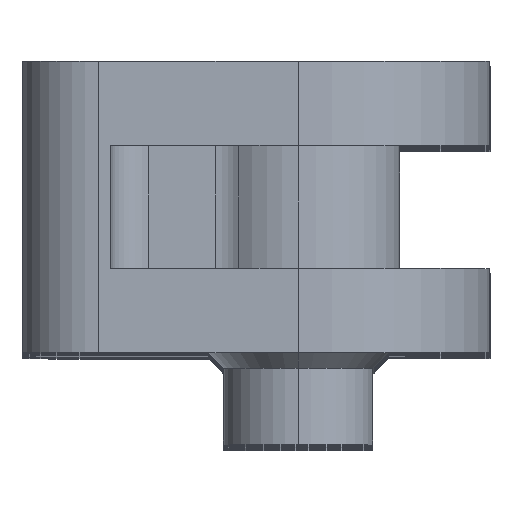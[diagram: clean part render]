
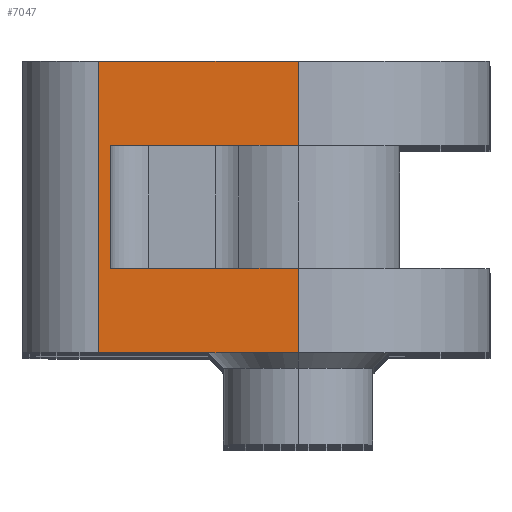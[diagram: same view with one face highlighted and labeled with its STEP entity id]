
A CAD part, top view. The second image highlights one B-rep face of the part: STEP entity #7047.
In plain terms, the highlighted planar face has unit normal (0, 0, 1).
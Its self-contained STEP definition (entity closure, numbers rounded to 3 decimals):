
#48 = LINE ( 'NONE', #3094, #6670 ) ;
#287 = DIRECTION ( 'NONE',  ( 1., 0., 0. ) ) ;
#314 = CARTESIAN_POINT ( 'NONE',  ( 0., 3.8, 2.5 ) ) ;
#403 = EDGE_CURVE ( 'NONE', #3718, #3592, #5447, .T. ) ;
#409 = CARTESIAN_POINT ( 'NONE',  ( -2.6, 0., 2.5 ) ) ;
#785 = CARTESIAN_POINT ( 'NONE',  ( 0., 0., 2.5 ) ) ;
#1126 = VECTOR ( 'NONE', #1310, 1000. ) ;
#1229 = DIRECTION ( 'NONE',  ( -1., 0., 0. ) ) ;
#1269 = CARTESIAN_POINT ( 'NONE',  ( -3.6, 3.8, 2.5 ) ) ;
#1310 = DIRECTION ( 'NONE',  ( 0., -1., 0. ) ) ;
#1783 = VECTOR ( 'NONE', #1918, 1000. ) ;
#1806 = LINE ( 'NONE', #7515, #4520 ) ;
#1918 = DIRECTION ( 'NONE',  ( 0., -1., 0. ) ) ;
#1991 = EDGE_CURVE ( 'NONE', #3718, #6599, #48, .T. ) ;
#2043 = AXIS2_PLACEMENT_3D ( 'NONE', #1269, #6578, #1229 ) ;
#2090 = CARTESIAN_POINT ( 'NONE',  ( -3.6, 3.8, 2.5 ) ) ;
#2208 = LINE ( 'NONE', #6255, #7373 ) ;
#2307 = ORIENTED_EDGE ( 'NONE', *, *, #5699, .F. ) ;
#2394 = DIRECTION ( 'NONE',  ( 1., 0., 0. ) ) ;
#2457 = ORIENTED_EDGE ( 'NONE', *, *, #403, .F. ) ;
#2591 = CARTESIAN_POINT ( 'NONE',  ( -2.45, 2.7, 2.5 ) ) ;
#2840 = CARTESIAN_POINT ( 'NONE',  ( -2.45, 1.1, 2.5 ) ) ;
#2852 = CARTESIAN_POINT ( 'NONE',  ( -2.6, 3.8, 2.5 ) ) ;
#3094 = CARTESIAN_POINT ( 'NONE',  ( -2.45, 2.7, 2.5 ) ) ;
#3440 = ORIENTED_EDGE ( 'NONE', *, *, #4397, .T. ) ;
#3554 = LINE ( 'NONE', #5965, #1783 ) ;
#3592 = VERTEX_POINT ( 'NONE', #2840 ) ;
#3616 = CARTESIAN_POINT ( 'NONE',  ( 0., 2.7, 2.5 ) ) ;
#3718 = VERTEX_POINT ( 'NONE', #2591 ) ;
#3776 = EDGE_CURVE ( 'NONE', #4197, #4865, #4706, .T. ) ;
#4085 = VERTEX_POINT ( 'NONE', #7695 ) ;
#4131 = EDGE_CURVE ( 'NONE', #4865, #4847, #5129, .T. ) ;
#4140 = CARTESIAN_POINT ( 'NONE',  ( -2.45, 1.1, 2.5 ) ) ;
#4197 = VERTEX_POINT ( 'NONE', #409 ) ;
#4231 = FACE_OUTER_BOUND ( 'NONE', #6100, .T. ) ;
#4397 = EDGE_CURVE ( 'NONE', #4197, #5904, #2208, .T. ) ;
#4493 = ORIENTED_EDGE ( 'NONE', *, *, #3776, .F. ) ;
#4520 = VECTOR ( 'NONE', #5321, 1000. ) ;
#4706 = LINE ( 'NONE', #7076, #5126 ) ;
#4783 = DIRECTION ( 'NONE',  ( 0., 1., 0. ) ) ;
#4847 = VERTEX_POINT ( 'NONE', #314 ) ;
#4865 = VERTEX_POINT ( 'NONE', #2852 ) ;
#4975 = ORIENTED_EDGE ( 'NONE', *, *, #6191, .F. ) ;
#5088 = DIRECTION ( 'NONE',  ( 1., 0., 0. ) ) ;
#5126 = VECTOR ( 'NONE', #4783, 1000. ) ;
#5129 = LINE ( 'NONE', #2090, #6873 ) ;
#5321 = DIRECTION ( 'NONE',  ( 0., -1., 0. ) ) ;
#5443 = DIRECTION ( 'NONE',  ( 1., 0., 0. ) ) ;
#5447 = LINE ( 'NONE', #7197, #1126 ) ;
#5699 = EDGE_CURVE ( 'NONE', #4085, #5904, #1806, .T. ) ;
#5825 = EDGE_CURVE ( 'NONE', #3592, #4085, #6478, .T. ) ;
#5904 = VERTEX_POINT ( 'NONE', #785 ) ;
#5965 = CARTESIAN_POINT ( 'NONE',  ( 0., 3.8, 2.5 ) ) ;
#6100 = EDGE_LOOP ( 'NONE', ( #4493, #3440, #2307, #7446, #2457, #7319, #4975, #6504 ) ) ;
#6191 = EDGE_CURVE ( 'NONE', #4847, #6599, #3554, .T. ) ;
#6255 = CARTESIAN_POINT ( 'NONE',  ( -3.6, 0., 2.5 ) ) ;
#6478 = LINE ( 'NONE', #4140, #6878 ) ;
#6504 = ORIENTED_EDGE ( 'NONE', *, *, #4131, .F. ) ;
#6578 = DIRECTION ( 'NONE',  ( 0., 0., -1. ) ) ;
#6599 = VERTEX_POINT ( 'NONE', #3616 ) ;
#6670 = VECTOR ( 'NONE', #5443, 1000. ) ;
#6873 = VECTOR ( 'NONE', #287, 1000. ) ;
#6878 = VECTOR ( 'NONE', #2394, 1000. ) ;
#7047 = ADVANCED_FACE ( 'NONE', ( #4231 ), #7676, .F. ) ;
#7076 = CARTESIAN_POINT ( 'NONE',  ( -2.6, 1.286, 2.5 ) ) ;
#7197 = CARTESIAN_POINT ( 'NONE',  ( -2.45, 2.7, 2.5 ) ) ;
#7319 = ORIENTED_EDGE ( 'NONE', *, *, #1991, .T. ) ;
#7373 = VECTOR ( 'NONE', #5088, 1000. ) ;
#7446 = ORIENTED_EDGE ( 'NONE', *, *, #5825, .F. ) ;
#7515 = CARTESIAN_POINT ( 'NONE',  ( 0., 3.8, 2.5 ) ) ;
#7676 = PLANE ( 'NONE',  #2043 ) ;
#7695 = CARTESIAN_POINT ( 'NONE',  ( 0., 1.1, 2.5 ) ) ;
